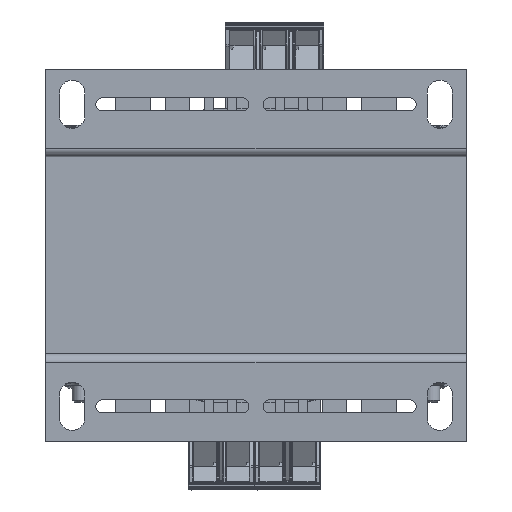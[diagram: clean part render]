
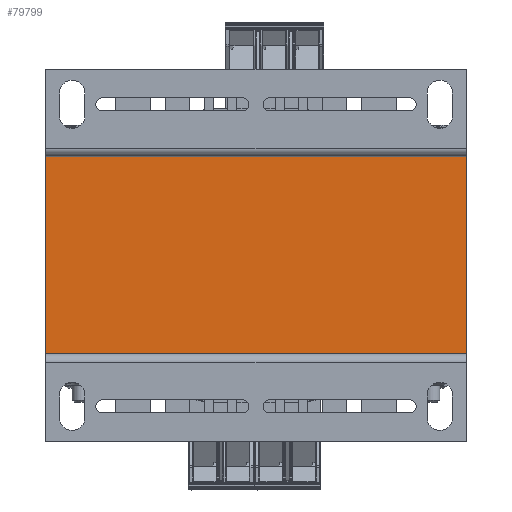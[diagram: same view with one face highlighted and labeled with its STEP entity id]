
A CAD part, top view. The second image highlights one B-rep face of the part: STEP entity #79799.
In plain terms, the highlighted planar face has unit normal (0, 0, 1).
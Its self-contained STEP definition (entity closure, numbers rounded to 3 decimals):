
#2761=FACE_OUTER_BOUND('',#6839,.T.);
#6839=EDGE_LOOP('',(#49714,#49715,#49716,#49717));
#11074=LINE('',#110243,#20930);
#11105=LINE('',#110321,#20961);
#11106=LINE('',#110323,#20962);
#11107=LINE('',#110324,#20963);
#20930=VECTOR('',#89583,1.);
#20961=VECTOR('',#89656,1.);
#20962=VECTOR('',#89657,1.);
#20963=VECTOR('',#89658,1.);
#30785=VERTEX_POINT('',#110239);
#30787=VERTEX_POINT('',#110242);
#30813=VERTEX_POINT('',#110320);
#30814=VERTEX_POINT('',#110322);
#38224=EDGE_CURVE('',#30787,#30785,#11074,.T.);
#38263=EDGE_CURVE('',#30813,#30785,#11105,.T.);
#38264=EDGE_CURVE('',#30813,#30814,#11106,.T.);
#38265=EDGE_CURVE('',#30814,#30787,#11107,.T.);
#49714=ORIENTED_EDGE('',*,*,#38263,.F.);
#49715=ORIENTED_EDGE('',*,*,#38264,.T.);
#49716=ORIENTED_EDGE('',*,*,#38265,.T.);
#49717=ORIENTED_EDGE('',*,*,#38224,.T.);
#72513=PLANE('',#84197);
#79799=ADVANCED_FACE('',(#2761),#72513,.T.);
#84197=AXIS2_PLACEMENT_3D('',#110319,#89654,#89655);
#89583=DIRECTION('',(1.,0.,0.));
#89654=DIRECTION('center_axis',(0.,0.,1.));
#89655=DIRECTION('ref_axis',(0.,-1.,0.));
#89656=DIRECTION('',(0.,-1.,0.));
#89657=DIRECTION('',(-1.,0.,0.));
#89658=DIRECTION('',(0.,-1.,0.));
#110239=CARTESIAN_POINT('',(34.423,-255.728,57.5));
#110242=CARTESIAN_POINT('',(-61.577,-255.728,57.5));
#110243=CARTESIAN_POINT('',(34.423,-255.728,57.5));
#110319=CARTESIAN_POINT('Origin',(-61.577,-210.728,57.5));
#110320=CARTESIAN_POINT('',(34.423,-210.728,57.5));
#110321=CARTESIAN_POINT('',(34.423,-210.728,57.5));
#110322=CARTESIAN_POINT('',(-61.577,-210.728,57.5));
#110323=CARTESIAN_POINT('',(34.423,-210.728,57.5));
#110324=CARTESIAN_POINT('',(-61.577,-210.728,57.5));
